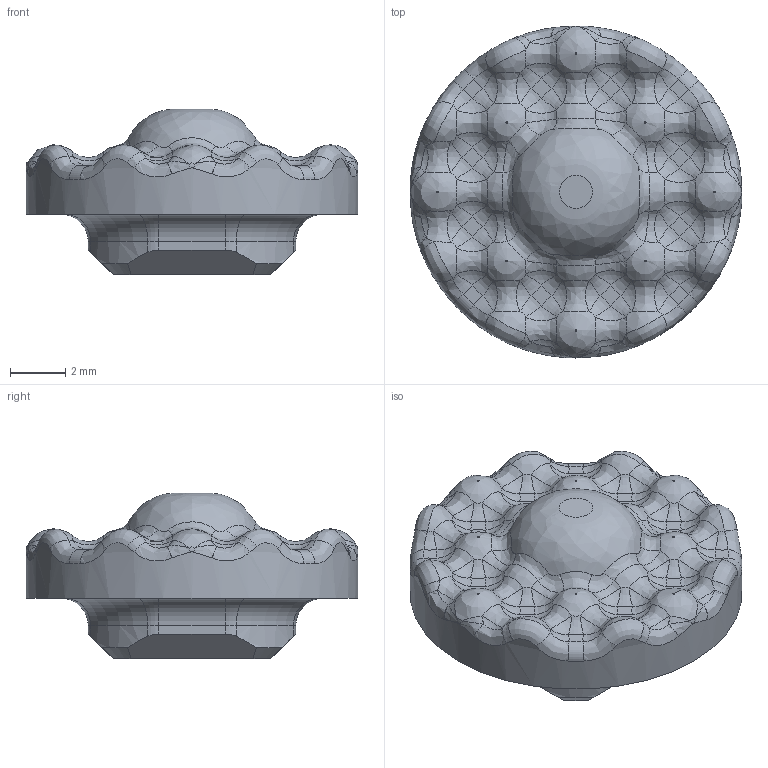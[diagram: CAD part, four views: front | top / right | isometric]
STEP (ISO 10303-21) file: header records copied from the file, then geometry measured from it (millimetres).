
FILE_DESCRIPTION(/* description */ (''),/* implementation_level */ '2;1');
FILE_NAME(/* name */ 'HatSwitchCapRoundBig.step',/* time_stamp */ '2023-12-12T11:12:05+01:00',/* author */ (''),/* organization */ (''),/* preprocessor_version */ 'ST-DEVELOPER v20',/* originating_system */ 'Autodesk Translation Framework v12.14.0.127',/* authorisation */ '');
FILE_SCHEMA (('AUTOMOTIVE_DESIGN { 1 0 10303 214 3 1 1 }'));
Length unit declared in the file: millimetre
Products named in the file (1): BUTTON BOX V2
Bounding box: 12 x 12 x 6 mm (x, y, z)
Volume: 340.5 mm3; surface area: 381.6 mm2
Topology: 1 solids, 1 shells, 298 faces, 666 edges, 372 vertices
Faces by surface type: bspline 125, torus 68, sphere 48, plane 36, cylinder 17, cone 4
Full cylindrical faces by diameter (mm): 12 x1
Entity records: 11552 total; most frequent: CARTESIAN_POINT 5482, ORIENTED_EDGE 1332, DIRECTION 1181, EDGE_CURVE 666, AXIS2_PLACEMENT_3D 568, CIRCLE 378, VERTEX_POINT 372, EDGE_LOOP 300
